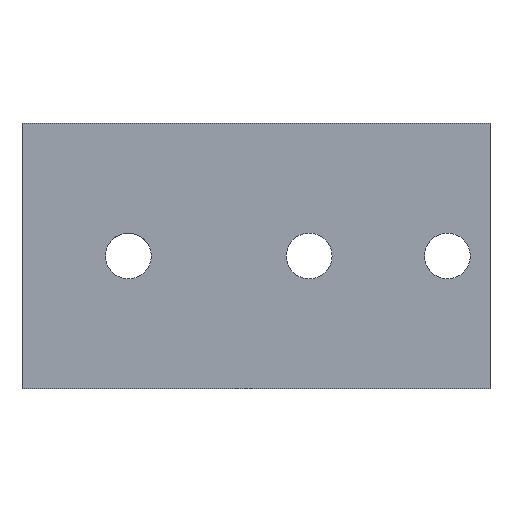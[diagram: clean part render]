
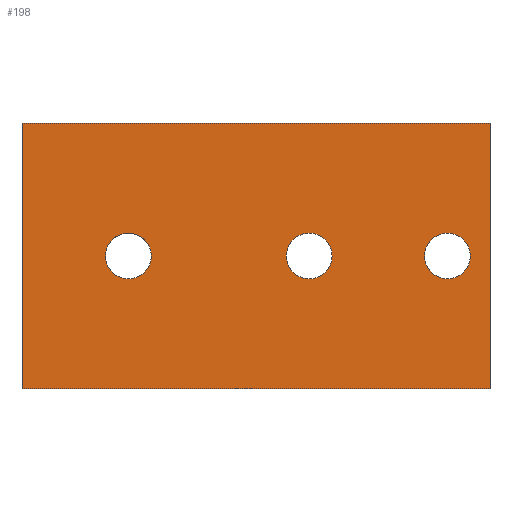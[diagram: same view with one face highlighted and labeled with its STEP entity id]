
A CAD part, front view. The second image highlights one B-rep face of the part: STEP entity #198.
In plain terms, the highlighted planar face has unit normal (0, -1, 0).
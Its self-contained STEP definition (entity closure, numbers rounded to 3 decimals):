
#15=PLANE('',#229);
#22=FACE_BOUND('',#47,.T.);
#23=FACE_BOUND('',#48,.T.);
#24=FACE_BOUND('',#49,.T.);
#35=FACE_OUTER_BOUND('',#46,.T.);
#46=EDGE_LOOP('',(#159,#160,#161,#162));
#47=EDGE_LOOP('',(#163));
#48=EDGE_LOOP('',(#164));
#49=EDGE_LOOP('',(#165));
#63=LINE('',#351,#79);
#64=LINE('',#353,#80);
#65=LINE('',#355,#81);
#66=LINE('',#356,#82);
#79=VECTOR('',#265,10.);
#80=VECTOR('',#266,10.);
#81=VECTOR('',#267,10.);
#82=VECTOR('',#268,10.);
#92=CIRCLE('',#220,2.15);
#94=CIRCLE('',#223,2.15);
#96=CIRCLE('',#226,2.15);
#99=VERTEX_POINT('',#291);
#103=VERTEX_POINT('',#335);
#105=VERTEX_POINT('',#341);
#107=VERTEX_POINT('',#349);
#108=VERTEX_POINT('',#350);
#109=VERTEX_POINT('',#352);
#110=VERTEX_POINT('',#354);
#117=EDGE_CURVE('',#99,#99,#92,.T.);
#122=EDGE_CURVE('',#103,#103,#94,.T.);
#125=EDGE_CURVE('',#105,#105,#96,.T.);
#128=EDGE_CURVE('',#107,#108,#63,.T.);
#129=EDGE_CURVE('',#108,#109,#64,.T.);
#130=EDGE_CURVE('',#109,#110,#65,.T.);
#131=EDGE_CURVE('',#110,#107,#66,.T.);
#159=ORIENTED_EDGE('',*,*,#128,.T.);
#160=ORIENTED_EDGE('',*,*,#129,.T.);
#161=ORIENTED_EDGE('',*,*,#130,.T.);
#162=ORIENTED_EDGE('',*,*,#131,.T.);
#163=ORIENTED_EDGE('',*,*,#117,.T.);
#164=ORIENTED_EDGE('',*,*,#122,.T.);
#165=ORIENTED_EDGE('',*,*,#125,.T.);
#198=ADVANCED_FACE('',(#35,#22,#23,#24),#15,.F.);
#220=AXIS2_PLACEMENT_3D('',#293,#242,#243);
#223=AXIS2_PLACEMENT_3D('',#337,#249,#250);
#226=AXIS2_PLACEMENT_3D('',#343,#256,#257);
#229=AXIS2_PLACEMENT_3D('',#348,#263,#264);
#242=DIRECTION('center_axis',(0.,1.,0.));
#243=DIRECTION('ref_axis',(-1.,0.,0.));
#249=DIRECTION('center_axis',(0.,1.,0.));
#250=DIRECTION('ref_axis',(-1.,0.,0.));
#256=DIRECTION('center_axis',(0.,1.,0.));
#257=DIRECTION('ref_axis',(-1.,0.,0.));
#263=DIRECTION('center_axis',(0.,1.,0.));
#264=DIRECTION('ref_axis',(-1.,0.,0.));
#265=DIRECTION('',(0.,0.,1.));
#266=DIRECTION('',(-1.,0.,0.));
#267=DIRECTION('',(0.,0.,-1.));
#268=DIRECTION('',(1.,0.,0.));
#291=CARTESIAN_POINT('',(9.65,88.,-285.));
#293=CARTESIAN_POINT('Origin',(7.5,88.,-285.));
#335=CARTESIAN_POINT('',(26.65,88.,-285.));
#337=CARTESIAN_POINT('Origin',(24.5,88.,-285.));
#341=CARTESIAN_POINT('',(39.65,88.,-285.));
#343=CARTESIAN_POINT('Origin',(37.5,88.,-285.));
#348=CARTESIAN_POINT('Origin',(22.5,88.,-285.));
#349=CARTESIAN_POINT('',(41.5,88.,-297.5));
#350=CARTESIAN_POINT('',(41.5,88.,-272.5));
#351=CARTESIAN_POINT('',(41.5,88.,-291.25));
#352=CARTESIAN_POINT('',(-2.5,88.,-272.5));
#353=CARTESIAN_POINT('',(-2.5,88.,-272.5));
#354=CARTESIAN_POINT('',(-2.5,88.,-297.5));
#355=CARTESIAN_POINT('',(-2.5,88.,-297.5));
#356=CARTESIAN_POINT('',(47.5,88.,-297.5));
